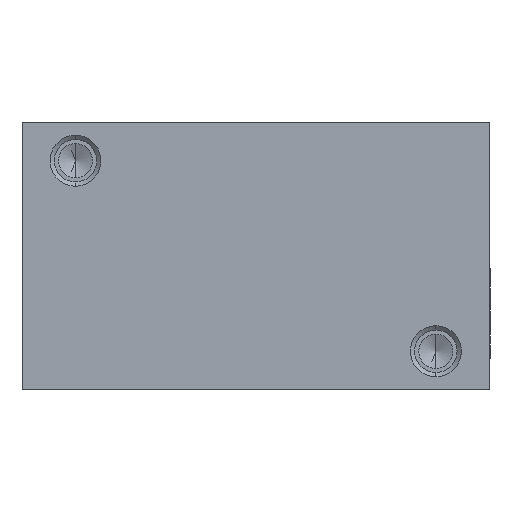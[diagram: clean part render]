
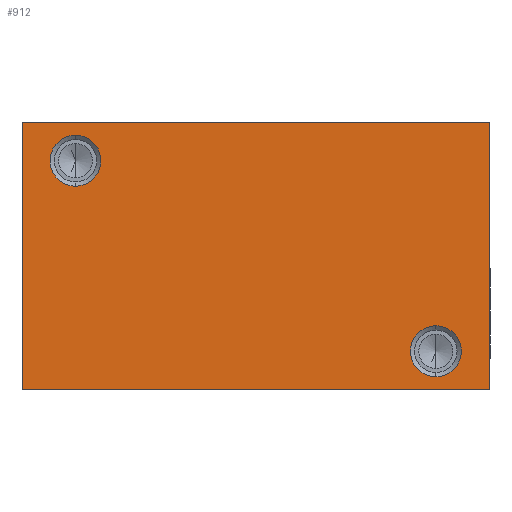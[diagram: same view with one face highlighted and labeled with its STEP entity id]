
A CAD part, front view. The second image highlights one B-rep face of the part: STEP entity #912.
In plain terms, the highlighted planar face has unit normal (0, -1, 0).
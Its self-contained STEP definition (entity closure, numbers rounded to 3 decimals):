
#134 = VERTEX_POINT ( 'NONE', #4934 ) ;
#149 = CARTESIAN_POINT ( 'NONE',  ( 70., -61.5, 0. ) ) ;
#394 = ORIENTED_EDGE ( 'NONE', *, *, #6921, .T. ) ;
#912 = ADVANCED_FACE ( 'NONE', ( #2940, #2355, #1490 ), #2233, .T. ) ;
#932 = ORIENTED_EDGE ( 'NONE', *, *, #10854, .F. ) ;
#985 = AXIS2_PLACEMENT_3D ( 'NONE', #5993, #1434, #11550 ) ;
#1076 = DIRECTION ( 'NONE',  ( 0., 0., -1. ) ) ;
#1151 = CARTESIAN_POINT ( 'NONE',  ( 8., -61.5, -9.56 ) ) ;
#1348 = DIRECTION ( 'NONE',  ( 0., 0., -1. ) ) ;
#1434 = DIRECTION ( 'NONE',  ( 0., -1., 0. ) ) ;
#1461 = DIRECTION ( 'NONE',  ( 1., 0., 0. ) ) ;
#1490 = FACE_OUTER_BOUND ( 'NONE', #3274, .T. ) ;
#1566 = DIRECTION ( 'NONE',  ( 0., 0., -1. ) ) ;
#1670 = VECTOR ( 'NONE', #1461, 1000. ) ;
#1872 = CARTESIAN_POINT ( 'NONE',  ( 8., -61.5, -5.75 ) ) ;
#2155 = DIRECTION ( 'NONE',  ( 1., 0., 0. ) ) ;
#2194 = CIRCLE ( 'NONE', #3066, 3.81 ) ;
#2227 = VERTEX_POINT ( 'NONE', #11575 ) ;
#2233 = PLANE ( 'NONE',  #7710 ) ;
#2290 = ORIENTED_EDGE ( 'NONE', *, *, #8587, .F. ) ;
#2305 = VECTOR ( 'NONE', #5704, 1000. ) ;
#2355 = FACE_BOUND ( 'NONE', #3596, .T. ) ;
#2513 = EDGE_CURVE ( 'NONE', #8400, #6633, #8967, .T. ) ;
#2669 = AXIS2_PLACEMENT_3D ( 'NONE', #3480, #11745, #10816 ) ;
#2673 = CARTESIAN_POINT ( 'NONE',  ( 8., -61.5, -1.94 ) ) ;
#2940 = FACE_BOUND ( 'NONE', #7350, .T. ) ;
#3066 = AXIS2_PLACEMENT_3D ( 'NONE', #7858, #3340, #1566 ) ;
#3091 = CARTESIAN_POINT ( 'NONE',  ( 0., -61.5, 0. ) ) ;
#3198 = CARTESIAN_POINT ( 'NONE',  ( 0., -61.5, -40. ) ) ;
#3274 = EDGE_LOOP ( 'NONE', ( #932, #7547, #394, #4011 ) ) ;
#3340 = DIRECTION ( 'NONE',  ( 0., -1., 0. ) ) ;
#3480 = CARTESIAN_POINT ( 'NONE',  ( 61.9, -61.5, -34.25 ) ) ;
#3533 = EDGE_CURVE ( 'NONE', #5068, #3998, #7908, .T. ) ;
#3596 = EDGE_LOOP ( 'NONE', ( #6594, #2290 ) ) ;
#3998 = VERTEX_POINT ( 'NONE', #2673 ) ;
#4011 = ORIENTED_EDGE ( 'NONE', *, *, #7076, .T. ) ;
#4049 = CARTESIAN_POINT ( 'NONE',  ( 0., -61.5, -40. ) ) ;
#4410 = CARTESIAN_POINT ( 'NONE',  ( 0., -61.5, -40. ) ) ;
#4554 = LINE ( 'NONE', #3198, #1670 ) ;
#4934 = CARTESIAN_POINT ( 'NONE',  ( 61.9, -61.5, -30.44 ) ) ;
#5043 = ORIENTED_EDGE ( 'NONE', *, *, #3533, .F. ) ;
#5068 = VERTEX_POINT ( 'NONE', #1151 ) ;
#5139 = AXIS2_PLACEMENT_3D ( 'NONE', #1872, #8376, #1076 ) ;
#5310 = CARTESIAN_POINT ( 'NONE',  ( 61.9, -61.5, -38.06 ) ) ;
#5349 = VERTEX_POINT ( 'NONE', #5310 ) ;
#5515 = VECTOR ( 'NONE', #2155, 1000. ) ;
#5704 = DIRECTION ( 'NONE',  ( 0., 0., 1. ) ) ;
#5993 = CARTESIAN_POINT ( 'NONE',  ( 61.9, -61.5, -34.25 ) ) ;
#6233 = CARTESIAN_POINT ( 'NONE',  ( 0., -61.5, 0. ) ) ;
#6594 = ORIENTED_EDGE ( 'NONE', *, *, #7763, .F. ) ;
#6633 = VERTEX_POINT ( 'NONE', #6233 ) ;
#6820 = CIRCLE ( 'NONE', #985, 3.81 ) ;
#6921 = EDGE_CURVE ( 'NONE', #8400, #2227, #4554, .T. ) ;
#6949 = DIRECTION ( 'NONE',  ( 0., -1., 0. ) ) ;
#7076 = EDGE_CURVE ( 'NONE', #2227, #8719, #11761, .T. ) ;
#7091 = LINE ( 'NONE', #3091, #5515 ) ;
#7350 = EDGE_LOOP ( 'NONE', ( #5043, #8828 ) ) ;
#7547 = ORIENTED_EDGE ( 'NONE', *, *, #2513, .F. ) ;
#7710 = AXIS2_PLACEMENT_3D ( 'NONE', #4049, #6949, #1348 ) ;
#7763 = EDGE_CURVE ( 'NONE', #5349, #134, #8016, .T. ) ;
#7858 = CARTESIAN_POINT ( 'NONE',  ( 8., -61.5, -5.75 ) ) ;
#7908 = CIRCLE ( 'NONE', #5139, 3.81 ) ;
#8016 = CIRCLE ( 'NONE', #2669, 3.81 ) ;
#8376 = DIRECTION ( 'NONE',  ( 0., -1., 0. ) ) ;
#8400 = VERTEX_POINT ( 'NONE', #4410 ) ;
#8587 = EDGE_CURVE ( 'NONE', #134, #5349, #6820, .T. ) ;
#8719 = VERTEX_POINT ( 'NONE', #149 ) ;
#8828 = ORIENTED_EDGE ( 'NONE', *, *, #10296, .F. ) ;
#8967 = LINE ( 'NONE', #10238, #2305 ) ;
#9538 = CARTESIAN_POINT ( 'NONE',  ( 70., -61.5, -40. ) ) ;
#10238 = CARTESIAN_POINT ( 'NONE',  ( 0., -61.5, -40. ) ) ;
#10296 = EDGE_CURVE ( 'NONE', #3998, #5068, #2194, .T. ) ;
#10308 = VECTOR ( 'NONE', #11314, 1000. ) ;
#10816 = DIRECTION ( 'NONE',  ( 0., 0., -1. ) ) ;
#10854 = EDGE_CURVE ( 'NONE', #6633, #8719, #7091, .T. ) ;
#11314 = DIRECTION ( 'NONE',  ( 0., 0., 1. ) ) ;
#11550 = DIRECTION ( 'NONE',  ( 0., 0., -1. ) ) ;
#11575 = CARTESIAN_POINT ( 'NONE',  ( 70., -61.5, -40. ) ) ;
#11745 = DIRECTION ( 'NONE',  ( 0., -1., 0. ) ) ;
#11761 = LINE ( 'NONE', #9538, #10308 ) ;
